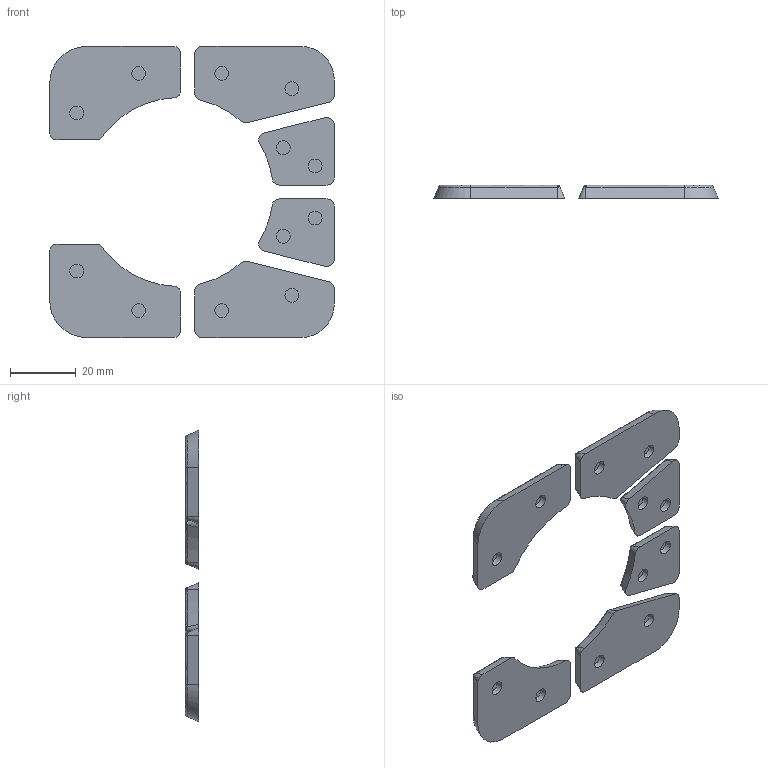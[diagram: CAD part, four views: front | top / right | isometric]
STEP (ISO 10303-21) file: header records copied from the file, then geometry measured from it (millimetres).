
FILE_DESCRIPTION(/* description */ ('STEP AP242','CAx-IF Rec.Pracs.---Representation and Presentation of Product Manufacturing Information (PMI)---4.0---2014-10-13','CAx-IF Rec.Pracs.---3D Tessellated Geometry---0.4---2014-09-14','2;1'),/* implementation_level */ '2;1');
FILE_NAME(/* name */ '67ba35120727e86dd2e39152',/* time_stamp */ '2025-02-22T20:35:32Z',/* author */ (''),/* organization */ (''),/* preprocessor_version */ 'ST-DEVELOPER v20',/* originating_system */ 'ONSHAPE BY PTC INC, 1.194',/* authorisation */ ' ');
FILE_SCHEMA (('AP242_MANAGED_MODEL_BASED_3D_ENGINEERING_MIM_LF { 1 0 10303 442 1 1 4 }'));
Length unit declared in the file: metre
Products named in the file (6): B-F1-TR; B-F1-TL; B-F1-BL; B-F1-TMR; B-F1-BR; B-F1-TML
Bounding box: 86.4 x 4 x 88.4 mm (x, y, z)
Volume: 14087.8 mm3; surface area: 10034.4 mm2
Topology: 6 solids, 6 shells, 160 faces, 346 edges, 210 vertices
Faces by surface type: bspline 160
Entity records: 13701 total; most frequent: CARTESIAN_POINT 10938, ORIENTED_EDGE 692, EDGE_CURVE 346, DIRECTION 264, VERTEX_POINT 210, EDGE_LOOP 172, FACE_BOUND 172, ADVANCED_FACE 160
